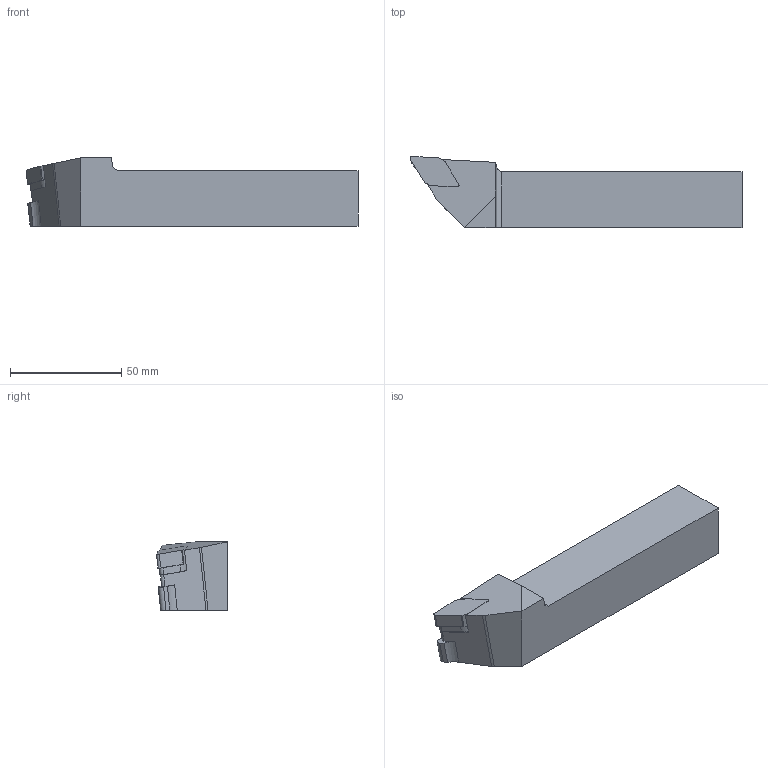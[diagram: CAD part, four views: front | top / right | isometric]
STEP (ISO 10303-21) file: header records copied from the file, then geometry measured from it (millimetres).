
FILE_DESCRIPTION(/* description */ (''),/* implementation_level */ '2;1');
FILE_NAME(/* name */ 'PDJNL-2525-M15-H.stp',/* time_stamp */ '2023-09-29T15:06:54+03:00',/* author */ (''),/* organization */ (''),/* preprocessor_version */ 'ST-DEVELOPER v19.4',/* originating_system */ 'SIEMENS PLM Software NX2306.3001',/* authorisation */ '');
FILE_SCHEMA (('AUTOMOTIVE_DESIGN { 1 0 10303 214 3 1 1 1 }'));
Length unit declared in the file: millimetre
Products named in the file (1): PDJNR-2525-M15-H
Bounding box: 149.32 x 31.92 x 30.7 mm (x, y, z)
Volume: 91753.2 mm3; surface area: 16746.4 mm2
Topology: 2 solids, 2 shells, 49 faces, 131 edges, 86 vertices
Faces by surface type: plane 34, cylinder 15
Entity records: 1554 total; most frequent: CARTESIAN_POINT 267, DIRECTION 263, ORIENTED_EDGE 262, EDGE_CURVE 131, LINE 99, VECTOR 99, VERTEX_POINT 86, AXIS2_PLACEMENT_3D 82
